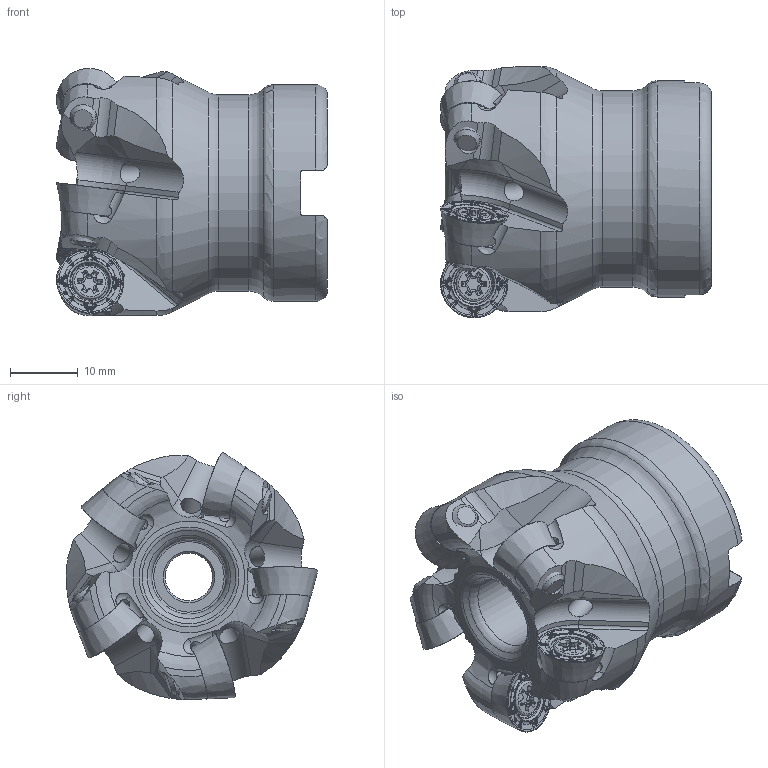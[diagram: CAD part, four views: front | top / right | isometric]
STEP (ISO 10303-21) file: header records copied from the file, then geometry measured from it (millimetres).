
FILE_DESCRIPTION(/* description */ (''),/* implementation_level */ '2;1');
FILE_NAME(/* name */ 'CUTTER-F-RDKT10-D150Z5S050I.stp',/* time_stamp */ '2019-01-21T14:48:58+09:00',/* author */ (''),/* organization */ (''),/* preprocessor_version */ 'ST-DEVELOPER v16',/* originating_system */ 'SIEMENS PLM Software NX 10.0',/* authorisation */ '');
FILE_SCHEMA (('CONFIG_CONTROL_DESIGN'));
Length unit declared in the file: millimetre
Products named in the file (1): CUTTER-F-RDKT10-D150Z5S050I
Bounding box: 40 x 37.15 x 36.48 mm (x, y, z)
Volume: 23869 mm3; surface area: 10006.7 mm2
Topology: 11 solids, 11 shells, 2900 faces, 6930 edges, 3850 vertices
Faces by surface type: bspline 1726, torus 319, cylinder 296, sphere 211, plane 197, cone 151
Full cylindrical faces by diameter (mm): 3 x5, 3.5 x5, 3.7 x5, 4 x5, 4.4 x5, 5.2 x5, 7.01 x1, 10.998 x1, 12.7 x1, 13.5 x1, 29 x1, 32 x1
Entity records: 109932 total; most frequent: CARTESIAN_POINT 56675, ORIENTED_EDGE 13112, DIRECTION 8399, EDGE_CURVE 6556, AXIS2_PLACEMENT_3D 3896, VERTEX_POINT 3799, B_SPLINE_CURVE_WITH_KNOTS 3182, EDGE_LOOP 3051
